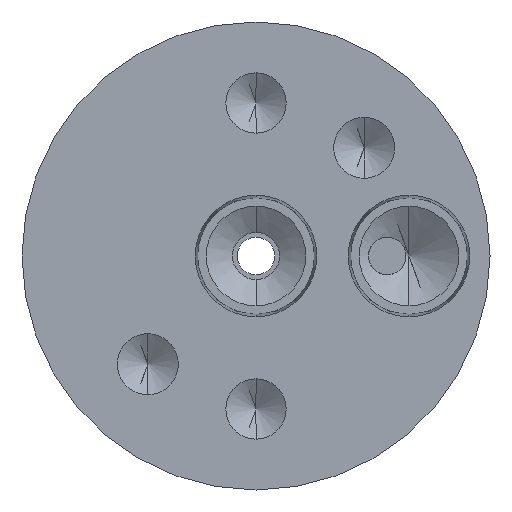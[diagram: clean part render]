
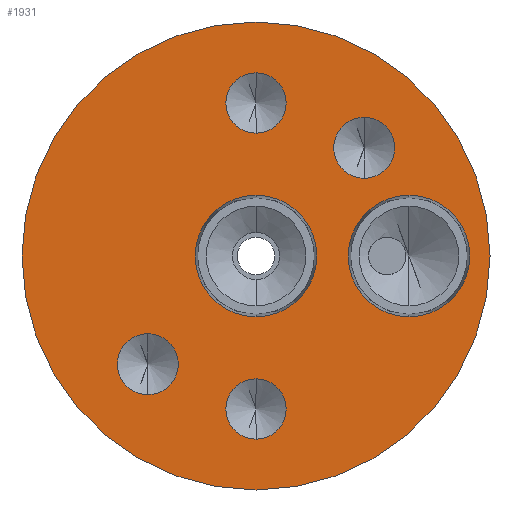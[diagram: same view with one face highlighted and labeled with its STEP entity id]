
A CAD part, front view. The second image highlights one B-rep face of the part: STEP entity #1931.
In plain terms, the highlighted planar face has unit normal (0, -1, 0).
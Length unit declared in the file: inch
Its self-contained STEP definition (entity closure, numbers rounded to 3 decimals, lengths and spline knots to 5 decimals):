
#6 = AXIS2_PLACEMENT_3D ( 'NONE', #3437, #1706, #1030 ) ;
#13 = AXIS2_PLACEMENT_3D ( 'NONE', #467, #1827, #3765 ) ;
#16 = CARTESIAN_POINT ( 'NONE',  ( 0., -0.625, 0. ) ) ;
#41 = CARTESIAN_POINT ( 'NONE',  ( 0., -0.625, 0.51 ) ) ;
#42 = EDGE_LOOP ( 'NONE', ( #3594, #751 ) ) ;
#75 = AXIS2_PLACEMENT_3D ( 'NONE', #16, #3338, #3386 ) ;
#106 = VERTEX_POINT ( 'NONE', #219 ) ;
#128 = DIRECTION ( 'NONE',  ( 0., 0., 1. ) ) ;
#134 = ORIENTED_EDGE ( 'NONE', *, *, #4209, .F. ) ;
#219 = CARTESIAN_POINT ( 'NONE',  ( 0., -0.625, 0.78 ) ) ;
#272 = CIRCLE ( 'NONE', #1252, 0.2025 ) ;
#295 = FACE_BOUND ( 'NONE', #534, .T. ) ;
#310 = CARTESIAN_POINT ( 'NONE',  ( 0.36062, -0.625, 0.25906 ) ) ;
#313 = CARTESIAN_POINT ( 'NONE',  ( -0.78, -0.625, 0. ) ) ;
#325 = EDGE_CURVE ( 'NONE', #3165, #3903, #3479, .T. ) ;
#333 = ORIENTED_EDGE ( 'NONE', *, *, #486, .F. ) ;
#467 = CARTESIAN_POINT ( 'NONE',  ( 0.36062, -0.625, 0.36062 ) ) ;
#473 = ORIENTED_EDGE ( 'NONE', *, *, #1175, .F. ) ;
#479 = EDGE_CURVE ( 'NONE', #3903, #3165, #1796, .T. ) ;
#486 = EDGE_CURVE ( 'NONE', #3678, #4363, #3078, .T. ) ;
#534 = EDGE_LOOP ( 'NONE', ( #1883, #811 ) ) ;
#556 = CARTESIAN_POINT ( 'NONE',  ( -0.36062, -0.625, -0.46219 ) ) ;
#586 = DIRECTION ( 'NONE',  ( 0., -1., 0. ) ) ;
#594 = DIRECTION ( 'NONE',  ( 0., -1., 0. ) ) ;
#608 = CARTESIAN_POINT ( 'NONE',  ( 0., -0.625, -0.6105 ) ) ;
#634 = EDGE_LOOP ( 'NONE', ( #2044, #473 ) ) ;
#644 = DIRECTION ( 'NONE',  ( 0., -1., 0. ) ) ;
#692 = CIRCLE ( 'NONE', #4252, 0.1005 ) ;
#751 = ORIENTED_EDGE ( 'NONE', *, *, #325, .F. ) ;
#793 = EDGE_CURVE ( 'NONE', #4363, #3678, #4168, .T. ) ;
#811 = ORIENTED_EDGE ( 'NONE', *, *, #3807, .F. ) ;
#847 = EDGE_LOOP ( 'NONE', ( #2527, #2268 ) ) ;
#866 = CARTESIAN_POINT ( 'NONE',  ( 0.36062, -0.625, 0.46219 ) ) ;
#873 = DIRECTION ( 'NONE',  ( 0., 0., -1. ) ) ;
#901 = DIRECTION ( 'NONE',  ( 0., 0., -1. ) ) ;
#911 = VERTEX_POINT ( 'NONE', #1841 ) ;
#912 = FACE_OUTER_BOUND ( 'NONE', #847, .T. ) ;
#933 = DIRECTION ( 'NONE',  ( 0., 0., -1. ) ) ;
#938 = ORIENTED_EDGE ( 'NONE', *, *, #1456, .F. ) ;
#955 = FACE_BOUND ( 'NONE', #3611, .T. ) ;
#1008 = DIRECTION ( 'NONE',  ( 0., 0., -1. ) ) ;
#1013 = DIRECTION ( 'NONE',  ( 0., 1., 0. ) ) ;
#1030 = DIRECTION ( 'NONE',  ( 0., 0., -1. ) ) ;
#1175 = EDGE_CURVE ( 'NONE', #2664, #1459, #272, .T. ) ;
#1185 = VERTEX_POINT ( 'NONE', #3012 ) ;
#1194 = CIRCLE ( 'NONE', #2000, 0.78 ) ;
#1227 = VERTEX_POINT ( 'NONE', #866 ) ;
#1252 = AXIS2_PLACEMENT_3D ( 'NONE', #4305, #3656, #2608 ) ;
#1320 = EDGE_LOOP ( 'NONE', ( #134, #938 ) ) ;
#1438 = AXIS2_PLACEMENT_3D ( 'NONE', #2977, #2640, #1690 ) ;
#1456 = EDGE_CURVE ( 'NONE', #1849, #2248, #692, .T. ) ;
#1459 = VERTEX_POINT ( 'NONE', #2004 ) ;
#1508 = ORIENTED_EDGE ( 'NONE', *, *, #793, .F. ) ;
#1513 = CIRCLE ( 'NONE', #1438, 0.2025 ) ;
#1546 = AXIS2_PLACEMENT_3D ( 'NONE', #313, #1597, #4072 ) ;
#1558 = CARTESIAN_POINT ( 'NONE',  ( 0., -0.625, 0. ) ) ;
#1597 = DIRECTION ( 'NONE',  ( 0., -1., 0. ) ) ;
#1690 = DIRECTION ( 'NONE',  ( 0., 0., -1. ) ) ;
#1702 = CARTESIAN_POINT ( 'NONE',  ( 0., -0.625, -0.4095 ) ) ;
#1706 = DIRECTION ( 'NONE',  ( 0., -1., 0. ) ) ;
#1736 = DIRECTION ( 'NONE',  ( 0., 0., 1. ) ) ;
#1796 = CIRCLE ( 'NONE', #3782, 0.10156 ) ;
#1823 = EDGE_CURVE ( 'NONE', #106, #1185, #1194, .T. ) ;
#1827 = DIRECTION ( 'NONE',  ( 0., -1., 0. ) ) ;
#1841 = CARTESIAN_POINT ( 'NONE',  ( 0., -0.625, 0.2025 ) ) ;
#1849 = VERTEX_POINT ( 'NONE', #1702 ) ;
#1865 = AXIS2_PLACEMENT_3D ( 'NONE', #1558, #2174, #128 ) ;
#1883 = ORIENTED_EDGE ( 'NONE', *, *, #3259, .F. ) ;
#1931 = ADVANCED_FACE ( 'NONE', ( #295, #3016, #3093, #955, #4080, #2747, #912 ), #2352, .T. ) ;
#1941 = CIRCLE ( 'NONE', #2161, 0.1005 ) ;
#2000 = AXIS2_PLACEMENT_3D ( 'NONE', #4124, #1013, #1736 ) ;
#2004 = CARTESIAN_POINT ( 'NONE',  ( 0.51, -0.625, -0.2025 ) ) ;
#2006 = AXIS2_PLACEMENT_3D ( 'NONE', #3006, #3980, #4364 ) ;
#2035 = CIRCLE ( 'NONE', #6, 0.10156 ) ;
#2044 = ORIENTED_EDGE ( 'NONE', *, *, #4325, .F. ) ;
#2161 = AXIS2_PLACEMENT_3D ( 'NONE', #2918, #594, #901 ) ;
#2174 = DIRECTION ( 'NONE',  ( 0., 1., 0. ) ) ;
#2248 = VERTEX_POINT ( 'NONE', #608 ) ;
#2257 = EDGE_CURVE ( 'NONE', #911, #2728, #3620, .T. ) ;
#2268 = ORIENTED_EDGE ( 'NONE', *, *, #2746, .F. ) ;
#2352 = PLANE ( 'NONE',  #1546 ) ;
#2398 = CARTESIAN_POINT ( 'NONE',  ( -0.36062, -0.625, -0.36062 ) ) ;
#2412 = DIRECTION ( 'NONE',  ( 0., 0., -1. ) ) ;
#2527 = ORIENTED_EDGE ( 'NONE', *, *, #1823, .F. ) ;
#2608 = DIRECTION ( 'NONE',  ( 0., 0., -1. ) ) ;
#2635 = AXIS2_PLACEMENT_3D ( 'NONE', #3094, #644, #1008 ) ;
#2640 = DIRECTION ( 'NONE',  ( 0., -1., 0. ) ) ;
#2664 = VERTEX_POINT ( 'NONE', #3474 ) ;
#2670 = CARTESIAN_POINT ( 'NONE',  ( 0., -0.625, 0.4095 ) ) ;
#2685 = AXIS2_PLACEMENT_3D ( 'NONE', #41, #4008, #933 ) ;
#2728 = VERTEX_POINT ( 'NONE', #2816 ) ;
#2746 = EDGE_CURVE ( 'NONE', #1185, #106, #3294, .T. ) ;
#2747 = FACE_BOUND ( 'NONE', #2782, .T. ) ;
#2782 = EDGE_LOOP ( 'NONE', ( #3542, #3458 ) ) ;
#2816 = CARTESIAN_POINT ( 'NONE',  ( 0., -0.625, -0.2025 ) ) ;
#2871 = AXIS2_PLACEMENT_3D ( 'NONE', #3715, #3388, #2412 ) ;
#2918 = CARTESIAN_POINT ( 'NONE',  ( 0., -0.625, -0.51 ) ) ;
#2977 = CARTESIAN_POINT ( 'NONE',  ( 0., -0.625, 0. ) ) ;
#3006 = CARTESIAN_POINT ( 'NONE',  ( -0.36062, -0.625, -0.36062 ) ) ;
#3012 = CARTESIAN_POINT ( 'NONE',  ( 0., -0.625, -0.78 ) ) ;
#3016 = FACE_BOUND ( 'NONE', #42, .T. ) ;
#3078 = CIRCLE ( 'NONE', #2635, 0.1005 ) ;
#3090 = EDGE_CURVE ( 'NONE', #2728, #911, #1513, .T. ) ;
#3093 = FACE_BOUND ( 'NONE', #634, .T. ) ;
#3094 = CARTESIAN_POINT ( 'NONE',  ( 0., -0.625, 0.51 ) ) ;
#3112 = VERTEX_POINT ( 'NONE', #310 ) ;
#3165 = VERTEX_POINT ( 'NONE', #4234 ) ;
#3259 = EDGE_CURVE ( 'NONE', #3112, #1227, #2035, .T. ) ;
#3293 = CIRCLE ( 'NONE', #2871, 0.2025 ) ;
#3294 = CIRCLE ( 'NONE', #1865, 0.78 ) ;
#3338 = DIRECTION ( 'NONE',  ( 0., -1., 0. ) ) ;
#3386 = DIRECTION ( 'NONE',  ( 0., 0., -1. ) ) ;
#3388 = DIRECTION ( 'NONE',  ( 0., -1., 0. ) ) ;
#3437 = CARTESIAN_POINT ( 'NONE',  ( 0.36062, -0.625, 0.36062 ) ) ;
#3458 = ORIENTED_EDGE ( 'NONE', *, *, #2257, .F. ) ;
#3474 = CARTESIAN_POINT ( 'NONE',  ( 0.51, -0.625, 0.2025 ) ) ;
#3479 = CIRCLE ( 'NONE', #2006, 0.10156 ) ;
#3542 = ORIENTED_EDGE ( 'NONE', *, *, #3090, .F. ) ;
#3594 = ORIENTED_EDGE ( 'NONE', *, *, #479, .F. ) ;
#3611 = EDGE_LOOP ( 'NONE', ( #1508, #333 ) ) ;
#3620 = CIRCLE ( 'NONE', #75, 0.2025 ) ;
#3634 = CARTESIAN_POINT ( 'NONE',  ( 0., -0.625, -0.51 ) ) ;
#3656 = DIRECTION ( 'NONE',  ( 0., -1., 0. ) ) ;
#3678 = VERTEX_POINT ( 'NONE', #3959 ) ;
#3715 = CARTESIAN_POINT ( 'NONE',  ( 0.51, -0.625, 0. ) ) ;
#3765 = DIRECTION ( 'NONE',  ( 0., 0., -1. ) ) ;
#3782 = AXIS2_PLACEMENT_3D ( 'NONE', #2398, #4378, #4082 ) ;
#3794 = CIRCLE ( 'NONE', #13, 0.10156 ) ;
#3807 = EDGE_CURVE ( 'NONE', #1227, #3112, #3794, .T. ) ;
#3903 = VERTEX_POINT ( 'NONE', #556 ) ;
#3959 = CARTESIAN_POINT ( 'NONE',  ( 0., -0.625, 0.6105 ) ) ;
#3980 = DIRECTION ( 'NONE',  ( 0., -1., 0. ) ) ;
#4008 = DIRECTION ( 'NONE',  ( 0., -1., 0. ) ) ;
#4072 = DIRECTION ( 'NONE',  ( 0., 0., -1. ) ) ;
#4080 = FACE_BOUND ( 'NONE', #1320, .T. ) ;
#4082 = DIRECTION ( 'NONE',  ( 0., 0., -1. ) ) ;
#4124 = CARTESIAN_POINT ( 'NONE',  ( 0., -0.625, 0. ) ) ;
#4168 = CIRCLE ( 'NONE', #2685, 0.1005 ) ;
#4209 = EDGE_CURVE ( 'NONE', #2248, #1849, #1941, .T. ) ;
#4234 = CARTESIAN_POINT ( 'NONE',  ( -0.36062, -0.625, -0.25906 ) ) ;
#4252 = AXIS2_PLACEMENT_3D ( 'NONE', #3634, #586, #873 ) ;
#4305 = CARTESIAN_POINT ( 'NONE',  ( 0.51, -0.625, 0. ) ) ;
#4325 = EDGE_CURVE ( 'NONE', #1459, #2664, #3293, .T. ) ;
#4363 = VERTEX_POINT ( 'NONE', #2670 ) ;
#4364 = DIRECTION ( 'NONE',  ( 0., 0., -1. ) ) ;
#4378 = DIRECTION ( 'NONE',  ( 0., -1., 0. ) ) ;
